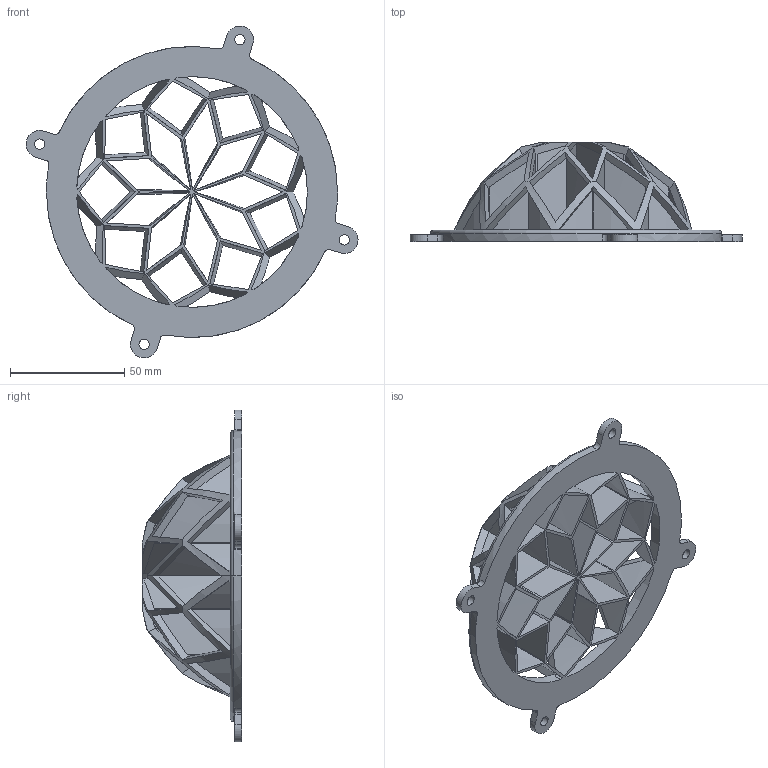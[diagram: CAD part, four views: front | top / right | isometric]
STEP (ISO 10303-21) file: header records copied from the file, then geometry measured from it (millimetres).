
FILE_DESCRIPTION (( 'STEP AP214' ), '1' );
FILE_NAME ('PAPR_BlowerConnect_3_ENCLOSURE.STEP', '2020-04-09T18:51:39', ( '' ), ( '' ), 'SwSTEP 2.0', 'SolidWorks 2019', '' );
FILE_SCHEMA (( 'AUTOMOTIVE_DESIGN' ));
Length unit declared in the file: millimetre
Products named in the file (1): PAPR_BlowerConnect_3_ENCLOSURE
Bounding box: 145.55 x 43.57 x 145.53 mm (x, y, z)
Volume: 56841.3 mm3; surface area: 71662.6 mm2
Topology: 1 solids, 1 shells, 345 faces, 1081 edges, 712 vertices
Faces by surface type: plane 159, bspline 108, cylinder 63, cone 13, torus 2
Entity records: 15592 total; most frequent: CARTESIAN_POINT 7298, ORIENTED_EDGE 2162, DIRECTION 1177, EDGE_CURVE 1081, VERTEX_POINT 712, LINE 401, VECTOR 401, AXIS2_PLACEMENT_3D 388
